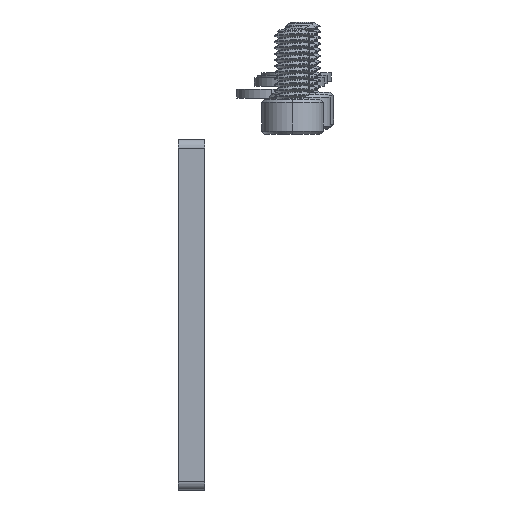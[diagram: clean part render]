
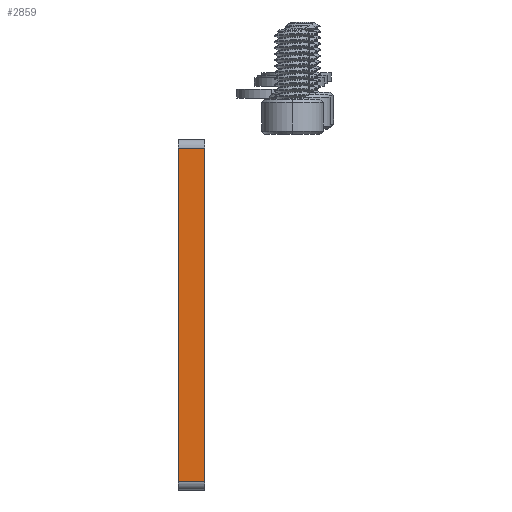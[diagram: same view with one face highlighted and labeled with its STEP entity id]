
A CAD part, left-side view. The second image highlights one B-rep face of the part: STEP entity #2859.
In plain terms, the highlighted planar face has unit normal (-1, 0, 0).
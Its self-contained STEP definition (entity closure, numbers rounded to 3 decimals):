
#41 = CARTESIAN_POINT ( 'NONE',  ( -44.3, 0., 0. ) ) ;
#141 = AXIS2_PLACEMENT_3D ( 'NONE', #6622, #6550, #4877 ) ;
#1210 = CARTESIAN_POINT ( 'NONE',  ( -44.3, 0., -19. ) ) ;
#2859 = ADVANCED_FACE ( 'NONE', ( #6167 ), #7987, .T. ) ;
#3920 = EDGE_CURVE ( 'NONE', #11057, #18446, #15167, .T. ) ;
#4802 = CARTESIAN_POINT ( 'NONE',  ( -44.3, 3., -19. ) ) ;
#4877 = DIRECTION ( 'NONE',  ( 0., 0., 1. ) ) ;
#4929 = ORIENTED_EDGE ( 'NONE', *, *, #3920, .F. ) ;
#5314 = ORIENTED_EDGE ( 'NONE', *, *, #11923, .F. ) ;
#6167 = FACE_OUTER_BOUND ( 'NONE', #14111, .T. ) ;
#6343 = LINE ( 'NONE', #17519, #18934 ) ;
#6360 = CARTESIAN_POINT ( 'NONE',  ( -44.3, 0., 19. ) ) ;
#6550 = DIRECTION ( 'NONE',  ( -1., 0., 0. ) ) ;
#6622 = CARTESIAN_POINT ( 'NONE',  ( -44.3, -41.136, 0. ) ) ;
#7987 = PLANE ( 'NONE',  #141 ) ;
#8058 = VECTOR ( 'NONE', #19679, 1000. ) ;
#9154 = ORIENTED_EDGE ( 'NONE', *, *, #19332, .T. ) ;
#9558 = CARTESIAN_POINT ( 'NONE',  ( -44.3, 0., -19. ) ) ;
#11057 = VERTEX_POINT ( 'NONE', #4802 ) ;
#11573 = CARTESIAN_POINT ( 'NONE',  ( -44.3, 3., 0. ) ) ;
#11923 = EDGE_CURVE ( 'NONE', #14895, #14723, #18091, .T. ) ;
#12262 = CARTESIAN_POINT ( 'NONE',  ( -44.3, 3., 19. ) ) ;
#14111 = EDGE_LOOP ( 'NONE', ( #4929, #16256, #5314, #9154 ) ) ;
#14169 = DIRECTION ( 'NONE',  ( 0., 1., 0. ) ) ;
#14723 = VERTEX_POINT ( 'NONE', #1210 ) ;
#14895 = VERTEX_POINT ( 'NONE', #6360 ) ;
#15167 = LINE ( 'NONE', #11573, #18987 ) ;
#16127 = LINE ( 'NONE', #9558, #17932 ) ;
#16256 = ORIENTED_EDGE ( 'NONE', *, *, #20305, .T. ) ;
#17519 = CARTESIAN_POINT ( 'NONE',  ( -44.3, -41.136, 19. ) ) ;
#17932 = VECTOR ( 'NONE', #19701, 1000. ) ;
#18091 = LINE ( 'NONE', #41, #8058 ) ;
#18446 = VERTEX_POINT ( 'NONE', #12262 ) ;
#18934 = VECTOR ( 'NONE', #14169, 1000. ) ;
#18987 = VECTOR ( 'NONE', #21333, 1000. ) ;
#19332 = EDGE_CURVE ( 'NONE', #14895, #18446, #6343, .T. ) ;
#19679 = DIRECTION ( 'NONE',  ( 0., 0., -1. ) ) ;
#19701 = DIRECTION ( 'NONE',  ( 0., -1., 0. ) ) ;
#20305 = EDGE_CURVE ( 'NONE', #11057, #14723, #16127, .T. ) ;
#21333 = DIRECTION ( 'NONE',  ( 0., 0., 1. ) ) ;
